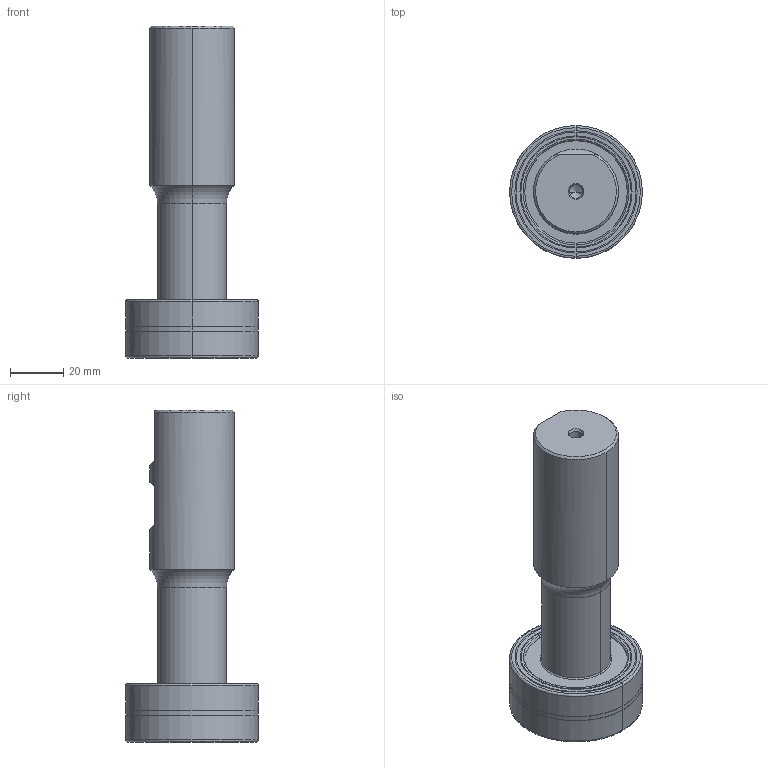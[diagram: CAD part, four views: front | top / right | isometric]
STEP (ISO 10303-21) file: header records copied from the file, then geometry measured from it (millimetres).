
FILE_DESCRIPTION((''),'2;1');
FILE_NAME('16T1A050022W6R00','2017-08-28T',('thielmann'),(''),'CREO PARAMETRIC BY PTC INC, 2017020','CREO PARAMETRIC BY PTC INC, 2017020','');
FILE_SCHEMA(('AUTOMOTIVE_DESIGN { 1 0 10303 214 1 1 1 1 }'));
Length unit declared in the file: millimetre
Products named in the file (3): NOCUT; CUT; 16T1A050022W6R00
Assembly tree (2 placements, depth 2):
  16T1A050022W6R00
    NOCUT
    CUT
Bounding box: 50 x 50 x 125 mm (x, y, z)
Volume: 120129.5 mm3; surface area: 25477.3 mm2
Topology: 2 solids, 2 shells, 96 faces, 200 edges, 106 vertices
Faces by surface type: revolution 48, cone 15, torus 14, cylinder 10, plane 9
Entity records: 5959 total; most frequent: CARTESIAN_POINT 2764, DIRECTION 433, ORIENTED_EDGE 392, PRESENTATION_STYLE_ASSIGNMENT 213, STYLED_ITEM 213, CURVE_STYLE 211, EDGE_CURVE 196, AXIS2_PLACEMENT_3D 175
